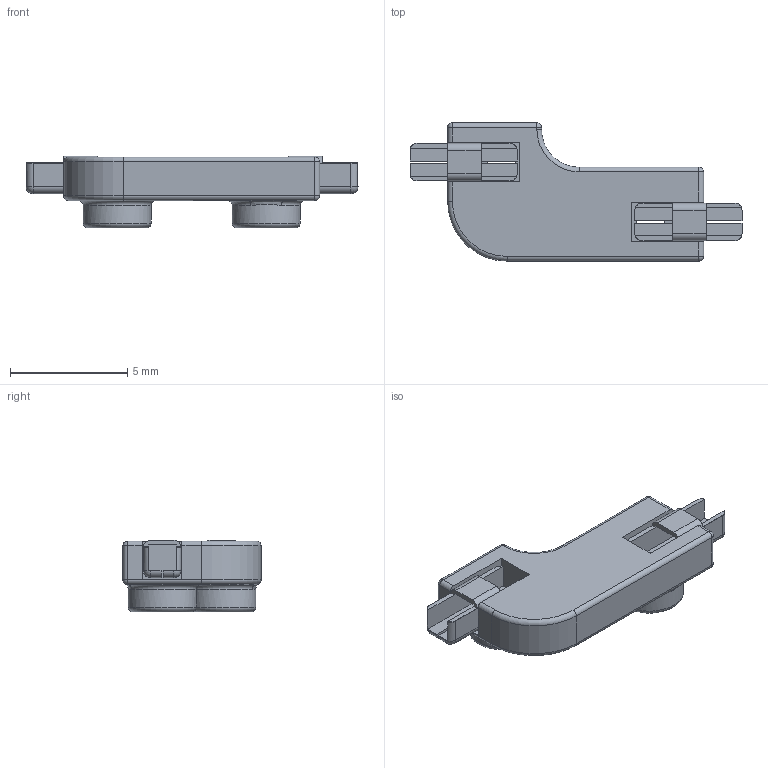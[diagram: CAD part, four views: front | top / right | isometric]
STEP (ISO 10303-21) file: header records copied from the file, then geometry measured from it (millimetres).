
FILE_DESCRIPTION(('FreeCAD Model'),'2;1');
FILE_NAME('Open CASCADE Shape Model','2023-06-25T21:36:11',(''),(''), 'Open CASCADE STEP processor 7.6','FreeCAD','Unknown');
FILE_SCHEMA(('AUTOMOTIVE_DESIGN { 1 0 10303 214 1 1 1 1 }'));
Length unit declared in the file: millimetre
Products named in the file (4): Kaihl_3rd_attempt; Casing; Pad1; Pad2
Assembly tree (3 placements, depth 2):
  Kaihl_3rd_attempt
    Casing
    Pad1
    Pad2
Bounding box: 14.14 x 5.89 x 3.05 mm (x, y, z)
Volume: 97.5 mm3; surface area: 281.6 mm2
Topology: 3 solids, 3 shells, 160 faces, 398 edges, 228 vertices
Faces by surface type: plane 70, cylinder 54, sphere 24, torus 10, bspline 2
Full cylindrical faces by diameter (mm): 2.9 x2
Entity records: 9857 total; most frequent: CARTESIAN_POINT 1854, DIRECTION 1578, LINE 904, VECTOR 904, ORIENTED_EDGE 764, PCURVE 764, DEFINITIONAL_REPRESENTATION 764, EDGE_CURVE 382
